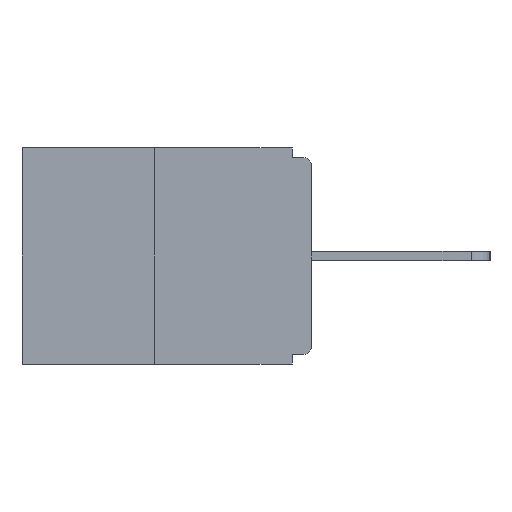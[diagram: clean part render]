
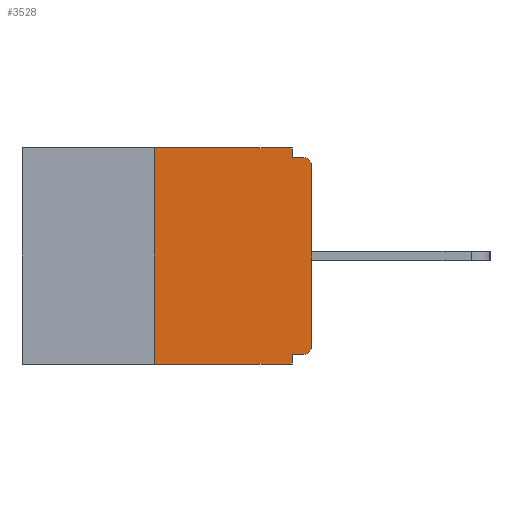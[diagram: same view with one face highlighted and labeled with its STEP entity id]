
A CAD part, left-side view. The second image highlights one B-rep face of the part: STEP entity #3528.
In plain terms, the highlighted planar face has unit normal (-1, 0, 0).
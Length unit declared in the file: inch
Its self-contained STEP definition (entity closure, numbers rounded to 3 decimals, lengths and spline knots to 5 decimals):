
#561 = EDGE_CURVE ( 'NONE', #968, #16997, #1368, .T. ) ;
#582 = CIRCLE ( 'NONE', #12380, 0.015 ) ;
#621 = CARTESIAN_POINT ( 'NONE',  ( 0., 0., -0.313 ) ) ;
#968 = VERTEX_POINT ( 'NONE', #10587 ) ;
#1295 = DIRECTION ( 'NONE',  ( 0., -1., 0. ) ) ;
#1368 = LINE ( 'NONE', #16724, #16817 ) ;
#1411 = VERTEX_POINT ( 'NONE', #621 ) ;
#1690 = ORIENTED_EDGE ( 'NONE', *, *, #5379, .F. ) ;
#1896 = DIRECTION ( 'NONE',  ( 1., 0., 0. ) ) ;
#2168 = CARTESIAN_POINT ( 'NONE',  ( 0., 0.25, 0. ) ) ;
#2766 = DIRECTION ( 'NONE',  ( 0., 0., -1. ) ) ;
#3071 = EDGE_CURVE ( 'NONE', #15776, #17233, #3103, .T. ) ;
#3103 = LINE ( 'NONE', #14308, #18348 ) ;
#3160 = ORIENTED_EDGE ( 'NONE', *, *, #14967, .T. ) ;
#3273 = VERTEX_POINT ( 'NONE', #11411 ) ;
#3291 = LINE ( 'NONE', #2168, #18070 ) ;
#3302 = CARTESIAN_POINT ( 'NONE',  ( 0., 0.031, -0.343 ) ) ;
#3528 = ADVANCED_FACE ( 'NONE', ( #16175 ), #4765, .F. ) ;
#4765 = PLANE ( 'NONE',  #17750 ) ;
#4877 = DIRECTION ( 'NONE',  ( 0., 0., -1. ) ) ;
#5379 = EDGE_CURVE ( 'NONE', #14317, #12243, #3291, .T. ) ;
#5401 = DIRECTION ( 'NONE',  ( -1., 0., 0. ) ) ;
#5434 = CARTESIAN_POINT ( 'NONE',  ( 0., 0.25, -0.343 ) ) ;
#5440 = CARTESIAN_POINT ( 'NONE',  ( 0., 0.031, 0. ) ) ;
#5965 = CARTESIAN_POINT ( 'NONE',  ( 0., 0.46, -0.343 ) ) ;
#6253 = ORIENTED_EDGE ( 'NONE', *, *, #9588, .T. ) ;
#6653 = CARTESIAN_POINT ( 'NONE',  ( 0., 0.25, 0. ) ) ;
#7101 = CARTESIAN_POINT ( 'NONE',  ( 0., 0.015, -0.03 ) ) ;
#7445 = CARTESIAN_POINT ( 'NONE',  ( 0., 0., 0. ) ) ;
#7672 = EDGE_CURVE ( 'NONE', #8458, #16997, #12714, .T. ) ;
#7888 = LINE ( 'NONE', #17545, #15288 ) ;
#7916 = VECTOR ( 'NONE', #16271, 39.37008 ) ;
#8133 = EDGE_CURVE ( 'NONE', #12243, #8144, #8222, .T. ) ;
#8144 = VERTEX_POINT ( 'NONE', #5440 ) ;
#8222 = LINE ( 'NONE', #11412, #15604 ) ;
#8455 = EDGE_LOOP ( 'NONE', ( #13293, #1690, #6253, #10225, #17948, #18385, #3160, #12154, #12629, #16436 ) ) ;
#8458 = VERTEX_POINT ( 'NONE', #12197 ) ;
#8559 = DIRECTION ( 'NONE',  ( 0., 0., -1. ) ) ;
#9407 = LINE ( 'NONE', #3302, #16337 ) ;
#9560 = VECTOR ( 'NONE', #1295, 39.37008 ) ;
#9588 = EDGE_CURVE ( 'NONE', #14317, #3273, #17355, .T. ) ;
#10225 = ORIENTED_EDGE ( 'NONE', *, *, #18230, .F. ) ;
#10375 = CARTESIAN_POINT ( 'NONE',  ( 0., 0.015, -0.328 ) ) ;
#10587 = CARTESIAN_POINT ( 'NONE',  ( 0., 0.031, -0.015 ) ) ;
#11244 = EDGE_CURVE ( 'NONE', #8144, #968, #7888, .T. ) ;
#11411 = CARTESIAN_POINT ( 'NONE',  ( 0., 0.031, -0.343 ) ) ;
#11412 = CARTESIAN_POINT ( 'NONE',  ( 0., 0.46, 0. ) ) ;
#11933 = LINE ( 'NONE', #7445, #7916 ) ;
#12154 = ORIENTED_EDGE ( 'NONE', *, *, #7672, .T. ) ;
#12197 = CARTESIAN_POINT ( 'NONE',  ( 0., 0., -0.03 ) ) ;
#12209 = CARTESIAN_POINT ( 'NONE',  ( 0., 0.015, -0.015 ) ) ;
#12243 = VERTEX_POINT ( 'NONE', #6653 ) ;
#12380 = AXIS2_PLACEMENT_3D ( 'NONE', #14334, #5401, #15760 ) ;
#12610 = DIRECTION ( 'NONE',  ( 0., 1., 0. ) ) ;
#12629 = ORIENTED_EDGE ( 'NONE', *, *, #561, .F. ) ;
#12714 = CIRCLE ( 'NONE', #12792, 0.015 ) ;
#12792 = AXIS2_PLACEMENT_3D ( 'NONE', #7101, #17357, #8559 ) ;
#12931 = DIRECTION ( 'NONE',  ( 0., -1., 0. ) ) ;
#12951 = EDGE_CURVE ( 'NONE', #15776, #1411, #582, .T. ) ;
#13293 = ORIENTED_EDGE ( 'NONE', *, *, #8133, .F. ) ;
#14308 = CARTESIAN_POINT ( 'NONE',  ( 0., 0., -0.328 ) ) ;
#14317 = VERTEX_POINT ( 'NONE', #5434 ) ;
#14334 = CARTESIAN_POINT ( 'NONE',  ( 0., 0.015, -0.313 ) ) ;
#14374 = CARTESIAN_POINT ( 'NONE',  ( 0., 0.46, 0. ) ) ;
#14967 = EDGE_CURVE ( 'NONE', #1411, #8458, #11933, .T. ) ;
#15288 = VECTOR ( 'NONE', #2766, 39.37008 ) ;
#15497 = DIRECTION ( 'NONE',  ( 0., 0., 1. ) ) ;
#15604 = VECTOR ( 'NONE', #12931, 39.37008 ) ;
#15721 = CARTESIAN_POINT ( 'NONE',  ( 0., 0.031, -0.328 ) ) ;
#15760 = DIRECTION ( 'NONE',  ( 0., 0., -1. ) ) ;
#15776 = VERTEX_POINT ( 'NONE', #10375 ) ;
#16175 = FACE_OUTER_BOUND ( 'NONE', #8455, .T. ) ;
#16271 = DIRECTION ( 'NONE',  ( 0., 0., 1. ) ) ;
#16337 = VECTOR ( 'NONE', #4877, 39.37008 ) ;
#16436 = ORIENTED_EDGE ( 'NONE', *, *, #11244, .F. ) ;
#16621 = DIRECTION ( 'NONE',  ( 0., 0., -1. ) ) ;
#16724 = CARTESIAN_POINT ( 'NONE',  ( 0., 0., -0.015 ) ) ;
#16815 = DIRECTION ( 'NONE',  ( 0., -1., 0. ) ) ;
#16817 = VECTOR ( 'NONE', #16815, 39.37008 ) ;
#16997 = VERTEX_POINT ( 'NONE', #12209 ) ;
#17233 = VERTEX_POINT ( 'NONE', #15721 ) ;
#17355 = LINE ( 'NONE', #5965, #9560 ) ;
#17357 = DIRECTION ( 'NONE',  ( -1., 0., 0. ) ) ;
#17545 = CARTESIAN_POINT ( 'NONE',  ( 0., 0.031, 0. ) ) ;
#17750 = AXIS2_PLACEMENT_3D ( 'NONE', #14374, #1896, #16621 ) ;
#17948 = ORIENTED_EDGE ( 'NONE', *, *, #3071, .F. ) ;
#18070 = VECTOR ( 'NONE', #15497, 39.37008 ) ;
#18230 = EDGE_CURVE ( 'NONE', #17233, #3273, #9407, .T. ) ;
#18348 = VECTOR ( 'NONE', #12610, 39.37008 ) ;
#18385 = ORIENTED_EDGE ( 'NONE', *, *, #12951, .T. ) ;
